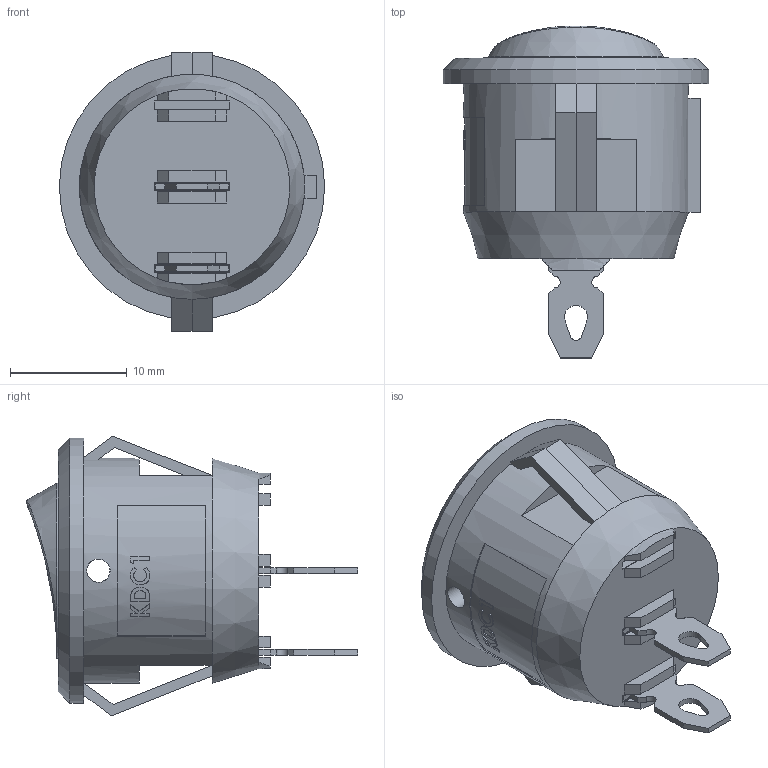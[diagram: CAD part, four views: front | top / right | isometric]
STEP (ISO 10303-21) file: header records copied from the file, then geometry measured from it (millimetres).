
FILE_DESCRIPTION(/* description */ ('STEP AP203'),/* implementation_level */ '2;1');
FILE_NAME(/* name */ '21mm round on-off switch.step',/* time_stamp */ '2025-11-18T10:54:41-05:00',/* author */ (''),/* organization */ (''),/* preprocessor_version */ 'ST-DEVELOPER v20.1',/* originating_system */ 'Autodesk Translation Framework v14.21.0.0',/* authorisation */ '');
FILE_SCHEMA (('AUTOMOTIVE_DESIGN { 1 0 10303 214 3 1 1 }'));
Length unit declared in the file: millimetre
Products named in the file (1): 22mm round on-off switch
Bounding box: 22.75 x 28.45 x 23.98 mm (x, y, z)
Volume: 4977.8 mm3; surface area: 3221.5 mm2
Topology: 2 solids, 2 shells, 210 faces, 554 edges, 360 vertices
Faces by surface type: plane 151, bspline 31, cylinder 25, cone 3
Full cylindrical faces by diameter (mm): 2 x1, 15 x1, 16 x1, 19.3 x1, 22.75 x1
Entity records: 12051 total; most frequent: CARTESIAN_POINT 6917, ORIENTED_EDGE 1104, DIRECTION 958, EDGE_CURVE 552, LINE 394, VECTOR 394, VERTEX_POINT 360, AXIS2_PLACEMENT_3D 282
